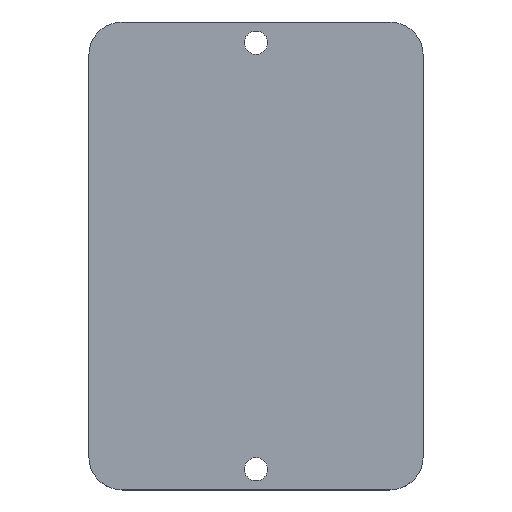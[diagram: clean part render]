
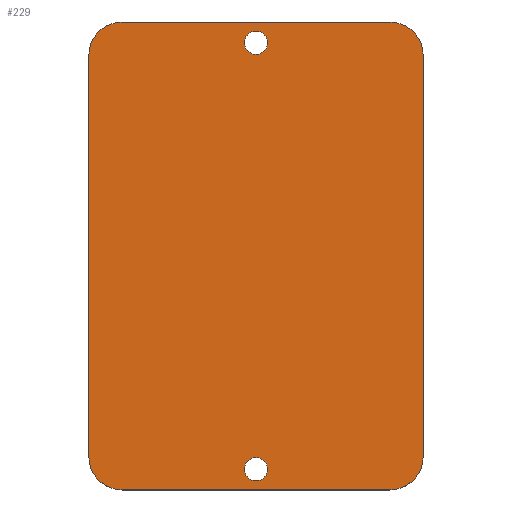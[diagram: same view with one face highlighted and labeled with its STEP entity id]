
A CAD part, top view. The second image highlights one B-rep face of the part: STEP entity #229.
In plain terms, the highlighted planar face has unit normal (0, 0, 1).
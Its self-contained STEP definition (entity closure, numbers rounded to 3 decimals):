
#15=FACE_BOUND('',#40,.T.);
#16=FACE_BOUND('',#41,.T.);
#20=PLANE('',#257);
#27=FACE_OUTER_BOUND('',#39,.T.);
#39=EDGE_LOOP('',(#165,#166,#167,#168,#169,#170,#171,#172));
#40=EDGE_LOOP('',(#173,#174));
#41=EDGE_LOOP('',(#175,#176));
#55=LINE('',#363,#73);
#58=LINE('',#369,#76);
#59=LINE('',#373,#77);
#60=LINE('',#377,#78);
#73=VECTOR('',#291,10.);
#76=VECTOR('',#296,10.);
#77=VECTOR('',#299,10.);
#78=VECTOR('',#302,10.);
#89=CIRCLE('',#254,5.);
#91=CIRCLE('',#258,5.);
#92=CIRCLE('',#259,5.);
#93=CIRCLE('',#260,5.);
#94=CIRCLE('',#261,1.75);
#95=CIRCLE('',#262,1.75);
#96=CIRCLE('',#263,1.75);
#97=CIRCLE('',#264,1.75);
#103=VERTEX_POINT('',#353);
#104=VERTEX_POINT('',#354);
#107=VERTEX_POINT('',#362);
#109=VERTEX_POINT('',#368);
#110=VERTEX_POINT('',#370);
#111=VERTEX_POINT('',#372);
#112=VERTEX_POINT('',#374);
#113=VERTEX_POINT('',#376);
#114=VERTEX_POINT('',#379);
#115=VERTEX_POINT('',#380);
#116=VERTEX_POINT('',#383);
#117=VERTEX_POINT('',#384);
#125=EDGE_CURVE('',#103,#104,#89,.T.);
#129=EDGE_CURVE('',#107,#104,#55,.T.);
#132=EDGE_CURVE('',#103,#109,#58,.T.);
#133=EDGE_CURVE('',#110,#109,#91,.T.);
#134=EDGE_CURVE('',#110,#111,#59,.T.);
#135=EDGE_CURVE('',#112,#111,#92,.T.);
#136=EDGE_CURVE('',#112,#113,#60,.T.);
#137=EDGE_CURVE('',#107,#113,#93,.T.);
#138=EDGE_CURVE('',#114,#115,#94,.T.);
#139=EDGE_CURVE('',#115,#114,#95,.T.);
#140=EDGE_CURVE('',#116,#117,#96,.T.);
#141=EDGE_CURVE('',#117,#116,#97,.T.);
#165=ORIENTED_EDGE('',*,*,#125,.F.);
#166=ORIENTED_EDGE('',*,*,#132,.T.);
#167=ORIENTED_EDGE('',*,*,#133,.F.);
#168=ORIENTED_EDGE('',*,*,#134,.T.);
#169=ORIENTED_EDGE('',*,*,#135,.F.);
#170=ORIENTED_EDGE('',*,*,#136,.T.);
#171=ORIENTED_EDGE('',*,*,#137,.F.);
#172=ORIENTED_EDGE('',*,*,#129,.T.);
#173=ORIENTED_EDGE('',*,*,#138,.T.);
#174=ORIENTED_EDGE('',*,*,#139,.T.);
#175=ORIENTED_EDGE('',*,*,#140,.T.);
#176=ORIENTED_EDGE('',*,*,#141,.T.);
#229=ADVANCED_FACE('',(#27,#15,#16),#20,.T.);
#254=AXIS2_PLACEMENT_3D('',#355,#283,#284);
#257=AXIS2_PLACEMENT_3D('',#367,#294,#295);
#258=AXIS2_PLACEMENT_3D('',#371,#297,#298);
#259=AXIS2_PLACEMENT_3D('',#375,#300,#301);
#260=AXIS2_PLACEMENT_3D('',#378,#303,#304);
#261=AXIS2_PLACEMENT_3D('',#381,#305,#306);
#262=AXIS2_PLACEMENT_3D('',#382,#307,#308);
#263=AXIS2_PLACEMENT_3D('',#385,#309,#310);
#264=AXIS2_PLACEMENT_3D('',#386,#311,#312);
#283=DIRECTION('center_axis',(0.,0.,-1.));
#284=DIRECTION('ref_axis',(0.707,-0.707,0.));
#291=DIRECTION('',(1.,0.,0.));
#294=DIRECTION('center_axis',(0.,0.,1.));
#295=DIRECTION('ref_axis',(1.,0.,0.));
#296=DIRECTION('',(0.,1.,0.));
#297=DIRECTION('center_axis',(0.,0.,-1.));
#298=DIRECTION('ref_axis',(0.707,0.707,0.));
#299=DIRECTION('',(-1.,0.,0.));
#300=DIRECTION('center_axis',(0.,0.,-1.));
#301=DIRECTION('ref_axis',(-0.707,0.707,0.));
#302=DIRECTION('',(0.,-1.,0.));
#303=DIRECTION('center_axis',(0.,0.,-1.));
#304=DIRECTION('ref_axis',(-0.707,-0.707,0.));
#305=DIRECTION('center_axis',(0.,0.,-1.));
#306=DIRECTION('ref_axis',(1.,0.,0.));
#307=DIRECTION('center_axis',(0.,0.,-1.));
#308=DIRECTION('ref_axis',(1.,0.,0.));
#309=DIRECTION('center_axis',(0.,0.,-1.));
#310=DIRECTION('ref_axis',(1.,0.,0.));
#311=DIRECTION('center_axis',(0.,0.,-1.));
#312=DIRECTION('ref_axis',(1.,0.,0.));
#353=CARTESIAN_POINT('',(50.,5.,3.));
#354=CARTESIAN_POINT('',(45.,0.,3.));
#355=CARTESIAN_POINT('Origin',(45.,5.,3.));
#362=CARTESIAN_POINT('',(5.,0.,3.));
#363=CARTESIAN_POINT('',(0.,0.,3.));
#367=CARTESIAN_POINT('Origin',(25.,35.,3.));
#368=CARTESIAN_POINT('',(50.,65.,3.));
#369=CARTESIAN_POINT('',(50.,0.,3.));
#370=CARTESIAN_POINT('',(45.,70.,3.));
#371=CARTESIAN_POINT('Origin',(45.,65.,3.));
#372=CARTESIAN_POINT('',(5.,70.,3.));
#373=CARTESIAN_POINT('',(50.,70.,3.));
#374=CARTESIAN_POINT('',(0.,65.,3.));
#375=CARTESIAN_POINT('Origin',(5.,65.,3.));
#376=CARTESIAN_POINT('',(0.,5.,3.));
#377=CARTESIAN_POINT('',(0.,70.,3.));
#378=CARTESIAN_POINT('Origin',(5.,5.,3.));
#379=CARTESIAN_POINT('',(26.75,66.9,3.));
#380=CARTESIAN_POINT('',(23.25,66.9,3.));
#381=CARTESIAN_POINT('Origin',(25.,66.9,3.));
#382=CARTESIAN_POINT('Origin',(25.,66.9,3.));
#383=CARTESIAN_POINT('',(26.75,3.1,3.));
#384=CARTESIAN_POINT('',(23.25,3.1,3.));
#385=CARTESIAN_POINT('Origin',(25.,3.1,3.));
#386=CARTESIAN_POINT('Origin',(25.,3.1,3.));
